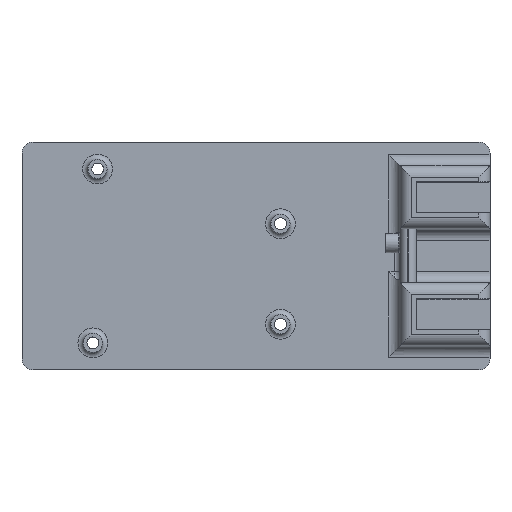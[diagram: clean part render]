
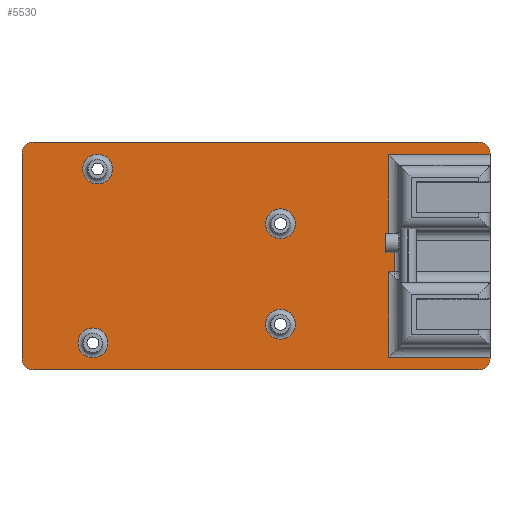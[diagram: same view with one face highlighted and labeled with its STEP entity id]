
A CAD part, top view. The second image highlights one B-rep face of the part: STEP entity #5530.
In plain terms, the highlighted planar face has unit normal (0, 0, 1).
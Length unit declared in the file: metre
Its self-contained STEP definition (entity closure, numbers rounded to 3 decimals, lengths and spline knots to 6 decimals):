
#114=CIRCLE('',#5814,0.00314);
#115=CIRCLE('',#5815,0.00314);
#116=CIRCLE('',#5816,0.00314);
#117=CIRCLE('',#5817,0.00314);
#118=CIRCLE('',#5818,0.00415);
#119=CIRCLE('',#5819,0.00415);
#120=CIRCLE('',#5820,0.00415);
#121=CIRCLE('',#5821,0.00415);
#792=ORIENTED_EDGE('',*,*,#2395,.T.);
#793=ORIENTED_EDGE('',*,*,#2396,.T.);
#794=ORIENTED_EDGE('',*,*,#2397,.F.);
#795=ORIENTED_EDGE('',*,*,#2398,.F.);
#796=ORIENTED_EDGE('',*,*,#2303,.T.);
#797=ORIENTED_EDGE('',*,*,#2399,.T.);
#798=ORIENTED_EDGE('',*,*,#2304,.T.);
#799=ORIENTED_EDGE('',*,*,#2400,.T.);
#800=ORIENTED_EDGE('',*,*,#2401,.T.);
#801=ORIENTED_EDGE('',*,*,#2402,.T.);
#802=ORIENTED_EDGE('',*,*,#2403,.T.);
#803=ORIENTED_EDGE('',*,*,#2404,.T.);
#804=ORIENTED_EDGE('',*,*,#2405,.T.);
#805=ORIENTED_EDGE('',*,*,#2406,.F.);
#806=ORIENTED_EDGE('',*,*,#2407,.T.);
#807=ORIENTED_EDGE('',*,*,#2408,.F.);
#808=ORIENTED_EDGE('',*,*,#2409,.T.);
#809=ORIENTED_EDGE('',*,*,#2410,.T.);
#810=ORIENTED_EDGE('',*,*,#2411,.T.);
#811=ORIENTED_EDGE('',*,*,#2412,.T.);
#812=ORIENTED_EDGE('',*,*,#2413,.T.);
#813=ORIENTED_EDGE('',*,*,#2414,.T.);
#814=ORIENTED_EDGE('',*,*,#2415,.T.);
#815=ORIENTED_EDGE('',*,*,#2416,.T.);
#2303=EDGE_CURVE('',#3099,#3101,#3694,.T.);
#2304=EDGE_CURVE('',#3102,#3103,#3695,.F.);
#2395=EDGE_CURVE('',#3154,#3155,#3774,.T.);
#2396=EDGE_CURVE('',#3155,#3156,#3775,.T.);
#2397=EDGE_CURVE('',#3157,#3156,#3776,.T.);
#2398=EDGE_CURVE('',#3154,#3157,#3777,.T.);
#2399=EDGE_CURVE('',#3101,#3102,#3778,.F.);
#2400=EDGE_CURVE('',#3103,#3158,#3779,.F.);
#2401=EDGE_CURVE('',#3158,#3159,#3780,.T.);
#2402=EDGE_CURVE('',#3159,#3160,#3781,.T.);
#2403=EDGE_CURVE('',#3160,#3161,#114,.T.);
#2404=EDGE_CURVE('',#3161,#3162,#3782,.T.);
#2405=EDGE_CURVE('',#3162,#3163,#115,.T.);
#2406=EDGE_CURVE('',#3164,#3163,#3783,.T.);
#2407=EDGE_CURVE('',#3164,#3165,#116,.T.);
#2408=EDGE_CURVE('',#3166,#3165,#3784,.T.);
#2409=EDGE_CURVE('',#3166,#3167,#117,.T.);
#2410=EDGE_CURVE('',#3167,#3168,#3785,.T.);
#2411=EDGE_CURVE('',#3168,#3169,#3786,.F.);
#2412=EDGE_CURVE('',#3169,#3099,#3787,.T.);
#2413=EDGE_CURVE('',#3170,#3170,#118,.F.);
#2414=EDGE_CURVE('',#3171,#3171,#119,.F.);
#2415=EDGE_CURVE('',#3172,#3172,#120,.F.);
#2416=EDGE_CURVE('',#3173,#3173,#121,.F.);
#3099=VERTEX_POINT('',#8341);
#3101=VERTEX_POINT('',#8344);
#3102=VERTEX_POINT('',#8348);
#3103=VERTEX_POINT('',#8349);
#3154=VERTEX_POINT('',#8498);
#3155=VERTEX_POINT('',#8499);
#3156=VERTEX_POINT('',#8501);
#3157=VERTEX_POINT('',#8503);
#3158=VERTEX_POINT('',#8507);
#3159=VERTEX_POINT('',#8509);
#3160=VERTEX_POINT('',#8511);
#3161=VERTEX_POINT('',#8513);
#3162=VERTEX_POINT('',#8515);
#3163=VERTEX_POINT('',#8517);
#3164=VERTEX_POINT('',#8519);
#3165=VERTEX_POINT('',#8521);
#3166=VERTEX_POINT('',#8523);
#3167=VERTEX_POINT('',#8525);
#3168=VERTEX_POINT('',#8527);
#3169=VERTEX_POINT('',#8529);
#3170=VERTEX_POINT('',#8532);
#3171=VERTEX_POINT('',#8534);
#3172=VERTEX_POINT('',#8536);
#3173=VERTEX_POINT('',#8538);
#3694=LINE('',#8345,#4431);
#3695=LINE('',#8347,#4432);
#3774=LINE('',#8497,#4511);
#3775=LINE('',#8500,#4512);
#3776=LINE('',#8502,#4513);
#3777=LINE('',#8504,#4514);
#3778=LINE('',#8505,#4515);
#3779=LINE('',#8506,#4516);
#3780=LINE('',#8508,#4517);
#3781=LINE('',#8510,#4518);
#3782=LINE('',#8514,#4519);
#3783=LINE('',#8518,#4520);
#3784=LINE('',#8522,#4521);
#3785=LINE('',#8526,#4522);
#3786=LINE('',#8528,#4523);
#3787=LINE('',#8530,#4524);
#4431=VECTOR('',#6592,1.);
#4432=VECTOR('',#6595,1.);
#4511=VECTOR('',#6712,1.);
#4512=VECTOR('',#6713,1.);
#4513=VECTOR('',#6714,1.);
#4514=VECTOR('',#6715,1.);
#4515=VECTOR('',#6716,1.);
#4516=VECTOR('',#6717,1.);
#4517=VECTOR('',#6718,1.);
#4518=VECTOR('',#6719,1.);
#4519=VECTOR('',#6722,1.);
#4520=VECTOR('',#6725,1.);
#4521=VECTOR('',#6728,1.);
#4522=VECTOR('',#6731,1.);
#4523=VECTOR('',#6732,1.);
#4524=VECTOR('',#6733,1.);
#4796=EDGE_LOOP('',(#792,#793,#794,#795));
#4797=EDGE_LOOP('',(#796,#797,#798,#799,#800,#801,#802,#803,#804,#805,#806,
#807,#808,#809,#810,#811));
#4798=EDGE_LOOP('',(#812));
#4799=EDGE_LOOP('',(#813));
#4800=EDGE_LOOP('',(#814));
#4801=EDGE_LOOP('',(#815));
#5071=FACE_BOUND('',#4796,.T.);
#5072=FACE_BOUND('',#4797,.T.);
#5073=FACE_BOUND('',#4798,.T.);
#5074=FACE_BOUND('',#4799,.T.);
#5075=FACE_BOUND('',#4800,.T.);
#5076=FACE_BOUND('',#4801,.T.);
#5339=PLANE('',#5813);
#5530=ADVANCED_FACE('',(#5071,#5072,#5073,#5074,#5075,#5076),#5339,.T.);
#5813=AXIS2_PLACEMENT_3D('',#8496,#6710,#6711);
#5814=AXIS2_PLACEMENT_3D('',#8512,#6720,#6721);
#5815=AXIS2_PLACEMENT_3D('',#8516,#6723,#6724);
#5816=AXIS2_PLACEMENT_3D('',#8520,#6726,#6727);
#5817=AXIS2_PLACEMENT_3D('',#8524,#6729,#6730);
#5818=AXIS2_PLACEMENT_3D('',#8531,#6734,#6735);
#5819=AXIS2_PLACEMENT_3D('',#8533,#6736,#6737);
#5820=AXIS2_PLACEMENT_3D('',#8535,#6738,#6739);
#5821=AXIS2_PLACEMENT_3D('',#8537,#6740,#6741);
#6592=DIRECTION('',(1.,0.,0.));
#6595=DIRECTION('',(1.,0.,0.));
#6710=DIRECTION('',(0.,0.,1.));
#6711=DIRECTION('',(1.,0.,0.));
#6712=DIRECTION('',(-1.,0.,0.));
#6713=DIRECTION('',(0.,1.,0.));
#6714=DIRECTION('',(-1.,0.,0.));
#6715=DIRECTION('',(0.,1.,0.));
#6716=DIRECTION('',(0.,-1.,0.));
#6717=DIRECTION('',(0.,-1.,0.));
#6718=DIRECTION('',(1.,0.,0.));
#6719=DIRECTION('',(0.,1.,0.));
#6720=DIRECTION('',(0.,0.,1.));
#6721=DIRECTION('',(1.,0.,0.));
#6722=DIRECTION('',(-1.,0.,0.));
#6723=DIRECTION('',(0.,0.,1.));
#6724=DIRECTION('',(1.,0.,0.));
#6725=DIRECTION('',(0.,1.,0.));
#6726=DIRECTION('',(0.,0.,1.));
#6727=DIRECTION('',(1.,0.,0.));
#6728=DIRECTION('',(-1.,0.,0.));
#6729=DIRECTION('',(0.,0.,1.));
#6730=DIRECTION('',(1.,0.,0.));
#6731=DIRECTION('',(0.,1.,0.));
#6732=DIRECTION('',(1.,0.,0.));
#6733=DIRECTION('',(0.,1.,0.));
#6734=DIRECTION('',(0.,0.,1.));
#6735=DIRECTION('',(1.,0.,0.));
#6736=DIRECTION('',(0.,0.,1.));
#6737=DIRECTION('',(1.,0.,0.));
#6738=DIRECTION('',(0.,0.,1.));
#6739=DIRECTION('',(1.,0.,0.));
#6740=DIRECTION('',(0.,0.,1.));
#6741=DIRECTION('',(1.,0.,0.));
#8341=CARTESIAN_POINT('',(0.06186,-0.00436,0.004));
#8344=CARTESIAN_POINT('',(0.0635,-0.00436,0.004));
#8345=CARTESIAN_POINT('',(0.09,-0.00436,0.004));
#8347=CARTESIAN_POINT('',(0.025,0.00436,0.004));
#8348=CARTESIAN_POINT('',(0.0635,0.00436,0.004));
#8349=CARTESIAN_POINT('',(0.06186,0.00436,0.004));
#8496=CARTESIAN_POINT('',(0.025,0.,0.004));
#8497=CARTESIAN_POINT('',(0.06187,0.003211,0.004));
#8498=CARTESIAN_POINT('',(0.06287,0.003211,0.004));
#8499=CARTESIAN_POINT('',(0.06087,0.003211,0.004));
#8500=CARTESIAN_POINT('',(0.06087,0.003461,0.004));
#8501=CARTESIAN_POINT('',(0.06087,0.003711,0.004));
#8502=CARTESIAN_POINT('',(0.06187,0.003711,0.004));
#8503=CARTESIAN_POINT('',(0.06287,0.003711,0.004));
#8504=CARTESIAN_POINT('',(0.06287,0.003461,0.004));
#8505=CARTESIAN_POINT('',(0.0635,0.,0.004));
#8506=CARTESIAN_POINT('',(0.06186,0.,0.004));
#8507=CARTESIAN_POINT('',(0.06186,0.02814,0.004));
#8508=CARTESIAN_POINT('',(0.09,0.02814,0.004));
#8509=CARTESIAN_POINT('',(0.09,0.02814,0.004));
#8510=CARTESIAN_POINT('',(0.09,0.,0.004));
#8511=CARTESIAN_POINT('',(0.09,0.02851,0.004));
#8512=CARTESIAN_POINT('',(0.08686,0.02851,0.004));
#8513=CARTESIAN_POINT('',(0.08686,0.03165,0.004));
#8514=CARTESIAN_POINT('',(0.025,0.03165,0.004));
#8515=CARTESIAN_POINT('',(-0.03686,0.03165,0.004));
#8516=CARTESIAN_POINT('',(-0.03686,0.02851,0.004));
#8517=CARTESIAN_POINT('',(-0.04,0.02851,0.004));
#8518=CARTESIAN_POINT('',(-0.04,0.,0.004));
#8519=CARTESIAN_POINT('',(-0.04,-0.02851,0.004));
#8520=CARTESIAN_POINT('',(-0.03686,-0.02851,0.004));
#8521=CARTESIAN_POINT('',(-0.03686,-0.03165,0.004));
#8522=CARTESIAN_POINT('',(0.025,-0.03165,0.004));
#8523=CARTESIAN_POINT('',(0.08686,-0.03165,0.004));
#8524=CARTESIAN_POINT('',(0.08686,-0.02851,0.004));
#8525=CARTESIAN_POINT('',(0.09,-0.02851,0.004));
#8526=CARTESIAN_POINT('',(0.09,0.,0.004));
#8527=CARTESIAN_POINT('',(0.09,-0.02814,0.004));
#8528=CARTESIAN_POINT('',(0.025,-0.02814,0.004));
#8529=CARTESIAN_POINT('',(0.06186,-0.02814,0.004));
#8530=CARTESIAN_POINT('',(0.06186,-0.0075,0.004));
#8531=CARTESIAN_POINT('',(-0.019,0.02415,0.004));
#8532=CARTESIAN_POINT('',(-0.01485,0.02415,0.004));
#8533=CARTESIAN_POINT('',(-0.0203,-0.02415,0.004));
#8534=CARTESIAN_POINT('',(-0.01615,-0.02415,0.004));
#8535=CARTESIAN_POINT('',(0.0318,-0.01895,0.004));
#8536=CARTESIAN_POINT('',(0.03595,-0.01895,0.004));
#8537=CARTESIAN_POINT('',(0.0318,0.00895,0.004));
#8538=CARTESIAN_POINT('',(0.03595,0.00895,0.004));
